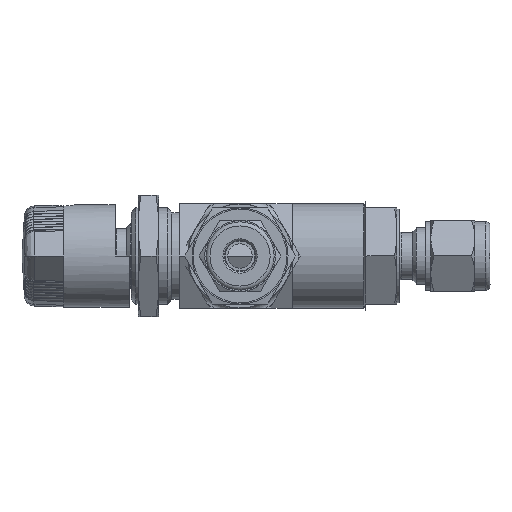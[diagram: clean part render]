
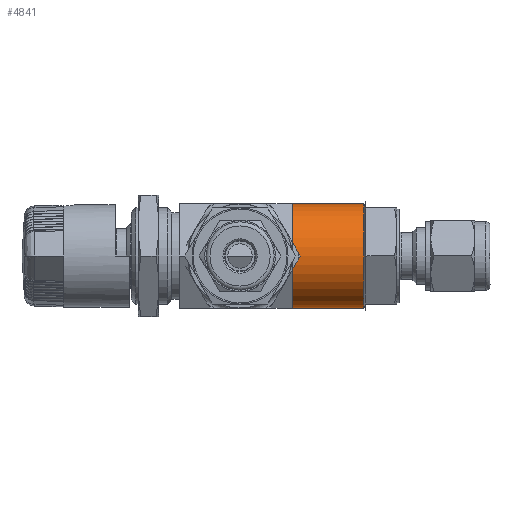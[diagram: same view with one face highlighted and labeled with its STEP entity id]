
A CAD part, left-side view. The second image highlights one B-rep face of the part: STEP entity #4841.
In plain terms, the highlighted cylindrical face has radius 10.3 mm (diameter 20.6 mm), a full revolution.
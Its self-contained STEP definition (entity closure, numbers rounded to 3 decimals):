
#4817 = EDGE_CURVE('',#4818,#4818,#4820,.T.);
#4818 = VERTEX_POINT('',#4819);
#4819 = CARTESIAN_POINT('',(524.19,462.592,
    0.));
#4820 = CIRCLE('',#4821,10.3);
#4821 = AXIS2_PLACEMENT_3D('',#4822,#4823,#4824);
#4822 = CARTESIAN_POINT('',(534.49,462.592,
    0.));
#4823 = DIRECTION('',(0.,-1.,0.));
#4824 = DIRECTION('',(-1.,0.,0.));
#4841 = ADVANCED_FACE('',(#4842),#4861,.T.);
#4842 = FACE_BOUND('',#4843,.T.);
#4843 = EDGE_LOOP('',(#4844,#4853,#4859,#4860));
#4844 = ORIENTED_EDGE('',*,*,#4845,.T.);
#4845 = EDGE_CURVE('',#4846,#4846,#4848,.T.);
#4846 = VERTEX_POINT('',#4847);
#4847 = CARTESIAN_POINT('',(524.19,476.792,
    0.));
#4848 = CIRCLE('',#4849,10.3);
#4849 = AXIS2_PLACEMENT_3D('',#4850,#4851,#4852);
#4850 = CARTESIAN_POINT('',(534.49,476.792,
    0.));
#4851 = DIRECTION('',(0.,-1.,0.));
#4852 = DIRECTION('',(-1.,0.,0.));
#4853 = ORIENTED_EDGE('',*,*,#4854,.T.);
#4854 = EDGE_CURVE('',#4846,#4818,#4855,.T.);
#4855 = LINE('',#4856,#4857);
#4856 = CARTESIAN_POINT('',(524.19,476.792,
    0.));
#4857 = VECTOR('',#4858,1.);
#4858 = DIRECTION('',(0.,-1.,0.));
#4859 = ORIENTED_EDGE('',*,*,#4817,.F.);
#4860 = ORIENTED_EDGE('',*,*,#4854,.F.);
#4861 = CYLINDRICAL_SURFACE('',#4862,10.3);
#4862 = AXIS2_PLACEMENT_3D('',#4863,#4864,#4865);
#4863 = CARTESIAN_POINT('',(534.49,476.792,
    0.));
#4864 = DIRECTION('',(0.,-1.,0.));
#4865 = DIRECTION('',(-1.,0.,0.));
